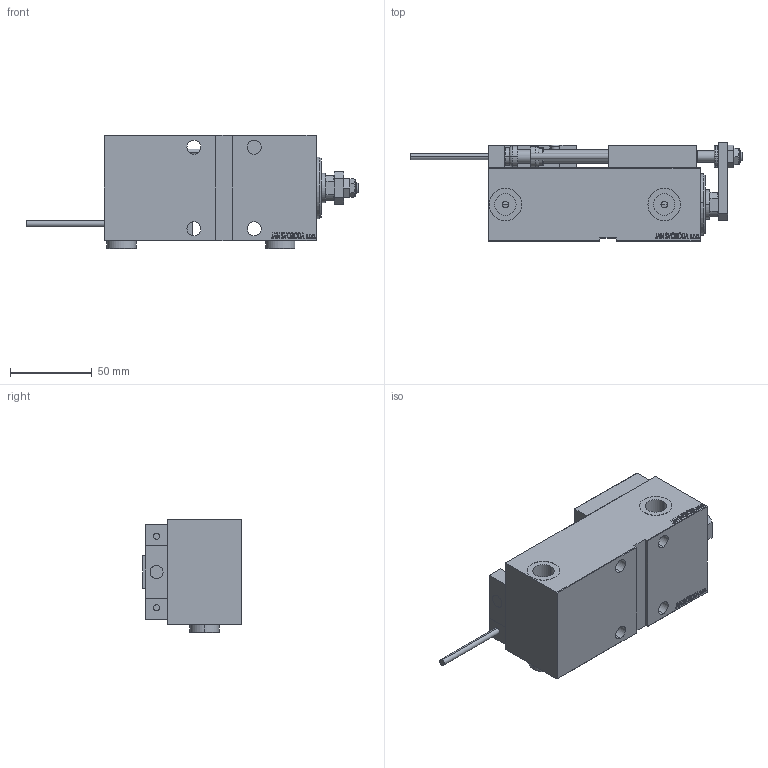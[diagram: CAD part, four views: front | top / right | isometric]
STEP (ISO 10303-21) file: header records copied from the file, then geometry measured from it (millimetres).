
FILE_DESCRIPTION (( 'STEP AP203' ), '1' );
FILE_NAME ('1aca.STEP', '2024-02-11T16:18:52', ( '' ), ( '' ), 'SwSTEP 2.0', 'SolidWorks 2019', '' );
FILE_SCHEMA (( 'CONFIG_CONTROL_DESIGN' ));
Length unit declared in the file: millimetre
Products named in the file (17): 1aca; Zatka_OIL_PORT 186ad7a35f6c4f1d1d9b2f7feb870222; SWITCH DIM B,W 186ad7a35f6c4f1d1d9b2f7feb870222; Block 186ad7a35f6c4f1d1d9b2f7feb870222; V450CM_VC_G 186ad7a35f6c4f1d1d9b2f7feb870222; V450CM_G_VCP 186ad7a35f6c4f1d1d9b2f7feb870222; SWITCH X 186ad7a35f6c4f1d1d9b2f7feb870222; MAGNET 186ad7a35f6c4f1d1d9b2f7feb870222; SWITCH_X_FRONT_BACK 186ad7a35f6c4f1d1d9b2f7feb870222; KONCOVKA 186ad7a35f6c4f1d1d9b2f7feb870222; V450CM_G_Body 186ad7a35f6c4f1d1d9b2f7feb870222; ALLEN BOLT D5 186ad7a35f6c4f1d1d9b2f7feb870222; NUT_D12 186ad7a35f6c4f1d1d9b2f7feb870222; ZARAZKA 186ad7a35f6c4f1d1d9b2f7feb870222; TYC_L79 186ad7a35f6c4f1d1d9b2f7feb870222; ALLEN BOLT D8 186ad7a35f6c4f1d1d9b2f7feb870222; NUT_D10 186ad7a35f6c4f1d1d9b2f7feb870222
Assembly tree (27 placements, depth 3):
  1aca
    V450CM_G_Body 186ad7a35f6c4f1d1d9b2f7feb870222
    V450CM_G_VCP 186ad7a35f6c4f1d1d9b2f7feb870222
    V450CM_VC_G 186ad7a35f6c4f1d1d9b2f7feb870222
    SWITCH X 186ad7a35f6c4f1d1d9b2f7feb870222
      SWITCH_X_FRONT_BACK 186ad7a35f6c4f1d1d9b2f7feb870222  x2
      TYC_L79 186ad7a35f6c4f1d1d9b2f7feb870222
      Block 186ad7a35f6c4f1d1d9b2f7feb870222  x2
      ALLEN BOLT D5 186ad7a35f6c4f1d1d9b2f7feb870222  x4
      ALLEN BOLT D8 186ad7a35f6c4f1d1d9b2f7feb870222  x4
      MAGNET 186ad7a35f6c4f1d1d9b2f7feb870222  x2
      KONCOVKA 186ad7a35f6c4f1d1d9b2f7feb870222  x2
    ZARAZKA 186ad7a35f6c4f1d1d9b2f7feb870222
    NUT_D10 186ad7a35f6c4f1d1d9b2f7feb870222
    NUT_D12 186ad7a35f6c4f1d1d9b2f7feb870222
    SWITCH DIM B,W 186ad7a35f6c4f1d1d9b2f7feb870222
    Zatka_OIL_PORT 186ad7a35f6c4f1d1d9b2f7feb870222  x2
Bounding box: 203.7 x 60.5 x 69.9 mm (x, y, z)
Volume: 396447.8 mm3; surface area: 91012.9 mm2
Topology: 26 solids, 26 shells, 1334 faces, 3188 edges, 2034 vertices
Faces by surface type: plane 601, bspline 380, cylinder 188, cone 117, torus 44, sphere 4
Entity records: 50892 total; most frequent: CARTESIAN_POINT 25633, ORIENTED_EDGE 5316, DIRECTION 3603, EDGE_CURVE 2658, VERTEX_POINT 1734, LINE 1547, VECTOR 1547, EDGE_LOOP 1226
